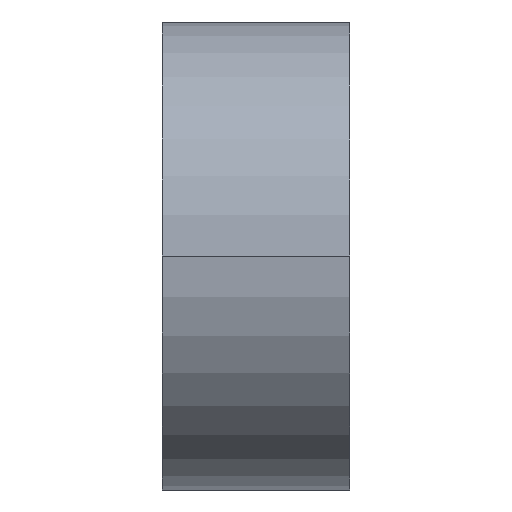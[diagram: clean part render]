
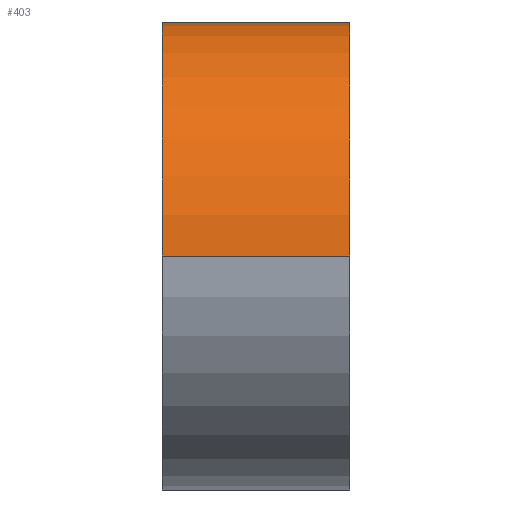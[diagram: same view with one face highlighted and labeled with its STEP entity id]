
A CAD part, left-side view. The second image highlights one B-rep face of the part: STEP entity #403.
In plain terms, the highlighted cylindrical face has radius 7.5 mm (diameter 15 mm), a partial arc.
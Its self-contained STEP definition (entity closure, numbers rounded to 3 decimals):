
#12 = DIRECTION ( 'NONE',  ( 0., 0., -1. ) ) ;
#15 = FACE_OUTER_BOUND ( 'NONE', #18, .T. ) ;
#18 = EDGE_LOOP ( 'NONE', ( #393, #299, #439, #400 ) ) ;
#42 = DIRECTION ( 'NONE',  ( 0., -1., 0. ) ) ;
#43 = CIRCLE ( 'NONE', #186, 7.5 ) ;
#45 = VERTEX_POINT ( 'NONE', #239 ) ;
#47 = CARTESIAN_POINT ( 'NONE',  ( 7.5, 6., 0. ) ) ;
#75 = CARTESIAN_POINT ( 'NONE',  ( 0., 0., -7.5 ) ) ;
#105 = AXIS2_PLACEMENT_3D ( 'NONE', #290, #224, #337 ) ;
#114 = CARTESIAN_POINT ( 'NONE',  ( 7.5, 6., 0. ) ) ;
#120 = CARTESIAN_POINT ( 'NONE',  ( 0., 6., -7.5 ) ) ;
#151 = CARTESIAN_POINT ( 'NONE',  ( 7.5, 0., 0. ) ) ;
#157 = DIRECTION ( 'NONE',  ( 0., 0., -1. ) ) ;
#159 = VERTEX_POINT ( 'NONE', #114 ) ;
#162 = DIRECTION ( 'NONE',  ( 0., -1., 0. ) ) ;
#165 = AXIS2_PLACEMENT_3D ( 'NONE', #444, #42, #157 ) ;
#186 = AXIS2_PLACEMENT_3D ( 'NONE', #195, #402, #12 ) ;
#188 = VECTOR ( 'NONE', #162, 1000. ) ;
#193 = LINE ( 'NONE', #120, #275 ) ;
#195 = CARTESIAN_POINT ( 'NONE',  ( 7.5, 6., -7.5 ) ) ;
#224 = DIRECTION ( 'NONE',  ( 0., -1., 0. ) ) ;
#239 = CARTESIAN_POINT ( 'NONE',  ( 0., 6., -7.5 ) ) ;
#259 = DIRECTION ( 'NONE',  ( 0., 1., 0. ) ) ;
#275 = VECTOR ( 'NONE', #259, 1000. ) ;
#290 = CARTESIAN_POINT ( 'NONE',  ( 7.5, 0., -7.5 ) ) ;
#299 = ORIENTED_EDGE ( 'NONE', *, *, #357, .F. ) ;
#301 = VERTEX_POINT ( 'NONE', #75 ) ;
#302 = CIRCLE ( 'NONE', #105, 7.5 ) ;
#320 = VERTEX_POINT ( 'NONE', #151 ) ;
#330 = EDGE_CURVE ( 'NONE', #159, #320, #405, .T. ) ;
#337 = DIRECTION ( 'NONE',  ( 0., 0., -1. ) ) ;
#339 = CYLINDRICAL_SURFACE ( 'NONE', #165, 7.5 ) ;
#357 = EDGE_CURVE ( 'NONE', #45, #159, #43, .T. ) ;
#364 = EDGE_CURVE ( 'NONE', #301, #45, #193, .T. ) ;
#371 = EDGE_CURVE ( 'NONE', #320, #301, #302, .T. ) ;
#393 = ORIENTED_EDGE ( 'NONE', *, *, #330, .F. ) ;
#400 = ORIENTED_EDGE ( 'NONE', *, *, #371, .F. ) ;
#402 = DIRECTION ( 'NONE',  ( 0., 1., 0. ) ) ;
#403 = ADVANCED_FACE ( 'NONE', ( #15 ), #339, .T. ) ;
#405 = LINE ( 'NONE', #47, #188 ) ;
#439 = ORIENTED_EDGE ( 'NONE', *, *, #364, .F. ) ;
#444 = CARTESIAN_POINT ( 'NONE',  ( 7.5, 6., -7.5 ) ) ;
